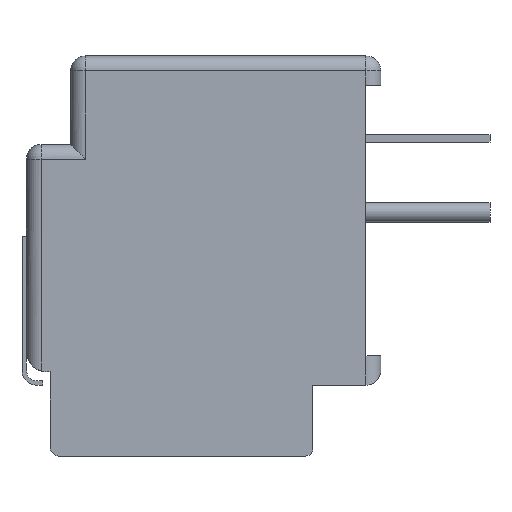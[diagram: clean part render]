
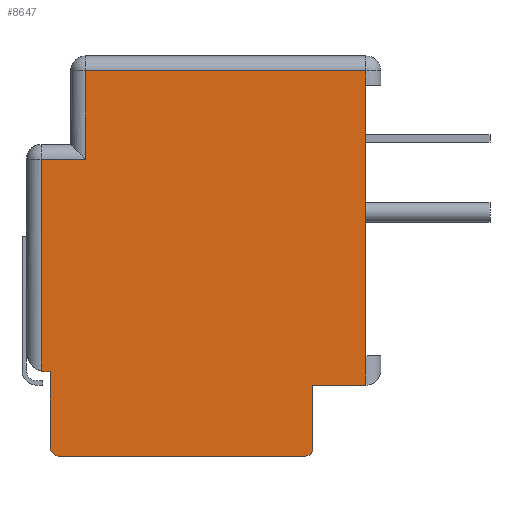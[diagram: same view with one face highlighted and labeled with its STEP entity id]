
A CAD part, left-side view. The second image highlights one B-rep face of the part: STEP entity #8647.
In plain terms, the highlighted planar face has unit normal (-1, 0, 0).
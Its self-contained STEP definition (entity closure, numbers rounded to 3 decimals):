
#208=CIRCLE('',#9186,0.7);
#209=CIRCLE('',#9187,0.3);
#210=CIRCLE('',#9188,0.25);
#525=FACE_OUTER_BOUND('',#960,.T.);
#960=EDGE_LOOP('',(#6540,#6541,#6542,#6543,#6544,#6545,#6546,#6547,#6548,
#6549,#6550,#6551,#6552,#6553,#6554));
#1804=LINE('',#13154,#2845);
#1805=LINE('',#13157,#2846);
#1806=LINE('',#13159,#2847);
#1807=LINE('',#13161,#2848);
#1808=LINE('',#13163,#2849);
#1809=LINE('',#13167,#2850);
#1810=LINE('',#13169,#2851);
#1811=LINE('',#13173,#2852);
#1812=LINE('',#13177,#2853);
#1813=LINE('',#13179,#2854);
#1814=LINE('',#13181,#2855);
#1815=LINE('',#13182,#2856);
#2845=VECTOR('',#10765,1.);
#2846=VECTOR('',#10768,1.);
#2847=VECTOR('',#10769,1.);
#2848=VECTOR('',#10770,1.);
#2849=VECTOR('',#10771,1.);
#2850=VECTOR('',#10774,1.);
#2851=VECTOR('',#10775,1.);
#2852=VECTOR('',#10778,1.);
#2853=VECTOR('',#10781,1.);
#2854=VECTOR('',#10782,1.);
#2855=VECTOR('',#10783,1.);
#2856=VECTOR('',#10784,1.);
#3721=VERTEX_POINT('',#13103);
#3735=VERTEX_POINT('',#13152);
#3736=VERTEX_POINT('',#13156);
#3737=VERTEX_POINT('',#13158);
#3738=VERTEX_POINT('',#13160);
#3739=VERTEX_POINT('',#13162);
#3740=VERTEX_POINT('',#13164);
#3741=VERTEX_POINT('',#13166);
#3742=VERTEX_POINT('',#13168);
#3743=VERTEX_POINT('',#13170);
#3744=VERTEX_POINT('',#13172);
#3745=VERTEX_POINT('',#13174);
#3746=VERTEX_POINT('',#13176);
#3747=VERTEX_POINT('',#13178);
#3748=VERTEX_POINT('',#13180);
#4746=EDGE_CURVE('',#3721,#3735,#1804,.T.);
#4747=EDGE_CURVE('',#3736,#3735,#1805,.T.);
#4748=EDGE_CURVE('',#3737,#3736,#1806,.T.);
#4749=EDGE_CURVE('',#3737,#3738,#1807,.T.);
#4750=EDGE_CURVE('',#3738,#3739,#1808,.T.);
#4751=EDGE_CURVE('',#3739,#3740,#208,.T.);
#4752=EDGE_CURVE('',#3740,#3741,#1809,.T.);
#4753=EDGE_CURVE('',#3741,#3742,#1810,.T.);
#4754=EDGE_CURVE('',#3743,#3742,#209,.T.);
#4755=EDGE_CURVE('',#3743,#3744,#1811,.T.);
#4756=EDGE_CURVE('',#3745,#3744,#210,.T.);
#4757=EDGE_CURVE('',#3745,#3746,#1812,.T.);
#4758=EDGE_CURVE('',#3746,#3747,#1813,.T.);
#4759=EDGE_CURVE('',#3747,#3748,#1814,.T.);
#4760=EDGE_CURVE('',#3748,#3721,#1815,.T.);
#6540=ORIENTED_EDGE('',*,*,#4747,.F.);
#6541=ORIENTED_EDGE('',*,*,#4748,.F.);
#6542=ORIENTED_EDGE('',*,*,#4749,.T.);
#6543=ORIENTED_EDGE('',*,*,#4750,.T.);
#6544=ORIENTED_EDGE('',*,*,#4751,.T.);
#6545=ORIENTED_EDGE('',*,*,#4752,.T.);
#6546=ORIENTED_EDGE('',*,*,#4753,.T.);
#6547=ORIENTED_EDGE('',*,*,#4754,.F.);
#6548=ORIENTED_EDGE('',*,*,#4755,.T.);
#6549=ORIENTED_EDGE('',*,*,#4756,.F.);
#6550=ORIENTED_EDGE('',*,*,#4757,.T.);
#6551=ORIENTED_EDGE('',*,*,#4758,.T.);
#6552=ORIENTED_EDGE('',*,*,#4759,.T.);
#6553=ORIENTED_EDGE('',*,*,#4760,.T.);
#6554=ORIENTED_EDGE('',*,*,#4746,.T.);
#7839=PLANE('',#9185);
#8647=ADVANCED_FACE('',(#525),#7839,.F.);
#9185=AXIS2_PLACEMENT_3D('',#13155,#10766,#10767);
#9186=AXIS2_PLACEMENT_3D('',#13165,#10772,#10773);
#9187=AXIS2_PLACEMENT_3D('',#13171,#10776,#10777);
#9188=AXIS2_PLACEMENT_3D('',#13175,#10779,#10780);
#10765=DIRECTION('',(0.,0.,1.));
#10766=DIRECTION('center_axis',(1.,0.,0.));
#10767=DIRECTION('ref_axis',(0.,0.,-1.));
#10768=DIRECTION('',(0.,-1.,0.));
#10769=DIRECTION('',(0.,0.,1.));
#10770=DIRECTION('',(0.,1.,0.));
#10771=DIRECTION('',(0.,0.,-1.));
#10772=DIRECTION('center_axis',(-1.,0.,0.));
#10773=DIRECTION('ref_axis',(0.,0.286,-0.958));
#10774=DIRECTION('',(0.,-1.,0.));
#10775=DIRECTION('',(0.,0.,-1.));
#10776=DIRECTION('center_axis',(1.,0.,0.));
#10777=DIRECTION('ref_axis',(0.,0.,-1.));
#10778=DIRECTION('',(0.,-1.,0.));
#10779=DIRECTION('center_axis',(1.,0.,0.));
#10780=DIRECTION('ref_axis',(0.,-1.,0.));
#10781=DIRECTION('',(0.,0.,1.));
#10782=DIRECTION('',(0.,-1.,0.));
#10783=DIRECTION('',(0.,0.,1.));
#10784=DIRECTION('',(0.,0.,1.));
#13103=CARTESIAN_POINT('',(129.945,156.66,-344.369));
#13152=CARTESIAN_POINT('',(129.945,156.66,-343.869));
#13154=CARTESIAN_POINT('',(129.945,156.66,-344.469));
#13155=CARTESIAN_POINT('Origin',(129.945,162.56,-357.019));
#13156=CARTESIAN_POINT('',(129.945,166.16,-343.869));
#13157=CARTESIAN_POINT('',(129.945,166.16,-343.869));
#13158=CARTESIAN_POINT('',(129.945,166.16,-346.869));
#13159=CARTESIAN_POINT('',(129.945,166.16,-346.969));
#13160=CARTESIAN_POINT('',(129.945,167.66,-346.869));
#13161=CARTESIAN_POINT('',(129.945,166.16,-346.869));
#13162=CARTESIAN_POINT('',(129.945,167.66,-354.04));
#13163=CARTESIAN_POINT('',(129.945,167.66,-346.869));
#13164=CARTESIAN_POINT('',(129.945,167.46,-354.069));
#13165=CARTESIAN_POINT('Origin',(129.945,167.46,-353.369));
#13166=CARTESIAN_POINT('',(129.945,167.36,-354.069));
#13167=CARTESIAN_POINT('',(129.945,167.46,-354.069));
#13168=CARTESIAN_POINT('',(129.945,167.36,-356.619));
#13169=CARTESIAN_POINT('',(129.945,167.36,-354.069));
#13170=CARTESIAN_POINT('',(129.945,167.06,-356.919));
#13171=CARTESIAN_POINT('Origin',(129.945,167.06,-356.619));
#13172=CARTESIAN_POINT('',(129.945,158.71,-356.919));
#13173=CARTESIAN_POINT('',(129.945,167.06,-356.919));
#13174=CARTESIAN_POINT('',(129.945,158.46,-356.669));
#13175=CARTESIAN_POINT('Origin',(129.945,158.71,-356.669));
#13176=CARTESIAN_POINT('',(129.945,158.46,-354.519));
#13177=CARTESIAN_POINT('',(129.945,158.46,-356.669));
#13178=CARTESIAN_POINT('',(129.945,156.66,-354.519));
#13179=CARTESIAN_POINT('',(129.945,158.46,-354.519));
#13180=CARTESIAN_POINT('',(129.945,156.66,-353.519));
#13181=CARTESIAN_POINT('',(129.945,156.66,-354.519));
#13182=CARTESIAN_POINT('',(129.945,156.66,-353.619));
